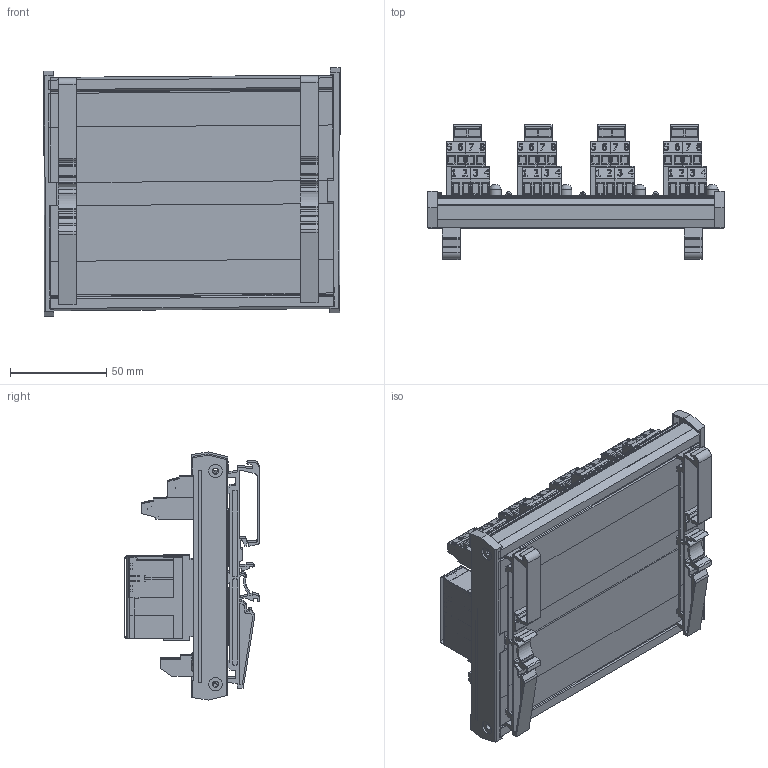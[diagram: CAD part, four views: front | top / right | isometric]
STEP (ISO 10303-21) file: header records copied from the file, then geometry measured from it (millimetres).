
FILE_DESCRIPTION((''),'2;1');
FILE_NAME('4Pole8Amp_4Channel.stp','2015-07-07T16:55:04',('CAD Station'),(''),'Autodesk Inventor 2013','Autodesk Inventor 2013','');
FILE_SCHEMA(('CONFIG_CONTROL_DESIGN'));
Length unit declared in the file: millimetre
Products named in the file (16): 4Pole8Amp_4ChannelAssy; 4Pole8Amp_4Channel_Board; Case_Part_120_4Channel; Base_Leg_120; Base_Side_120; 2 GREEN updated; 1_4Numberplate; 5-8Labels; 4Pole8Amp1Channel_Relay; 4Pole8Amp1Channel_RelayMount; 2 hole green; PosNegLabel; Red_Bulb; resistor body; resistor leg; Mini_Black_Resistor
Assembly tree (78 placements, depth 2):
  4Pole8Amp_4ChannelAssy
    4Pole8Amp_4Channel_Board
    Case_Part_120_4Channel
    Base_Leg_120  x2
    Base_Side_120  x2
    2 GREEN updated  x8
    1_4Numberplate  x4
    5-8Labels  x4
    4Pole8Amp1Channel_Relay  x4
    4Pole8Amp1Channel_RelayMount  x4
    2 hole green  x4
    PosNegLabel  x4
    Red_Bulb  x4
    resistor body  x4
    resistor leg  x24
    Mini_Black_Resistor  x8
Bounding box: 153.65 x 69.97 x 128.7 mm (x, y, z)
Volume: 189045.3 mm3; surface area: 231612 mm2
Topology: 78 solids, 86 shells, 3391 faces, 9114 edges, 6288 vertices
Faces by surface type: plane 2374, cylinder 581, bspline 348, sphere 32, cone 32, torus 24
Full cylindrical faces by diameter (mm): 0.5 x48, 1 x32, 2.5 x40, 2.51 x8, 3 x16, 3.2 x4, 3.75 x8, 4 x32, 6 x4, 7 x4, 9 x4, 11.5 x4
Entity records: 35362 total; most frequent: CARTESIAN_POINT 7383, ORIENTED_EDGE 5312, DIRECTION 5127, EDGE_CURVE 2668, VECTOR 2351, LINE 2351, VERTEX_POINT 1792, AXIS2_PLACEMENT_3D 1388
